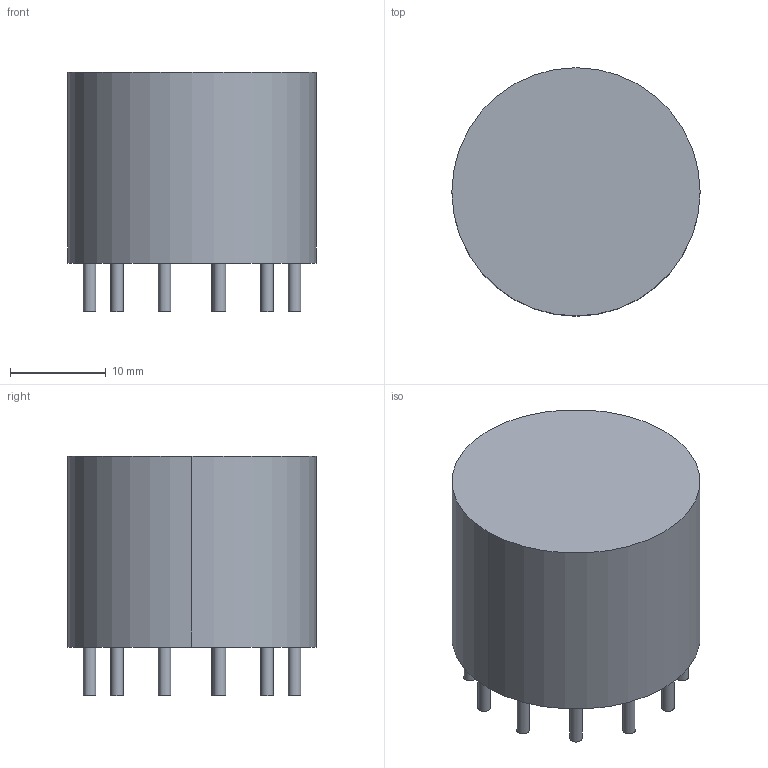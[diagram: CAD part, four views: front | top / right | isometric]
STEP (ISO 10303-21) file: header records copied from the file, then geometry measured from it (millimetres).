
FILE_DESCRIPTION(('FreeCAD Model'),'2;1');
FILE_NAME('1836286.4.2.stp','2021-11-12T11:57:43',( 'Author'),(''),'Open CASCADE STEP processor 6.9','FreeCAD','Unknown' );
FILE_SCHEMA(('AUTOMOTIVE_DESIGN { 1 0 10303 214 1 1 1 1 }'));
Length unit declared in the file: millimetre
Products named in the file (3): ASSEMBLY; Body; Leads
Assembly tree (2 placements, depth 2):
  ASSEMBLY
    Body
    Leads
Bounding box: 25.99 x 25.99 x 25.1 mm (x, y, z)
Volume: 10698.4 mm3; surface area: 2999.3 mm2
Topology: 14 solids, 16 shells, 45 faces, 45 edges, 30 vertices
Faces by surface type: plane 30, cylinder 15
Full cylindrical faces by diameter (mm): 1.3 x13
Entity records: 1644 total; most frequent: DIRECTION 273, CARTESIAN_POINT 225, ORIENTED_EDGE 102, PCURVE 98, DEFINITIONAL_REPRESENTATION 98, LINE 87, VECTOR 87, AXIS2_PLACEMENT_3D 78
